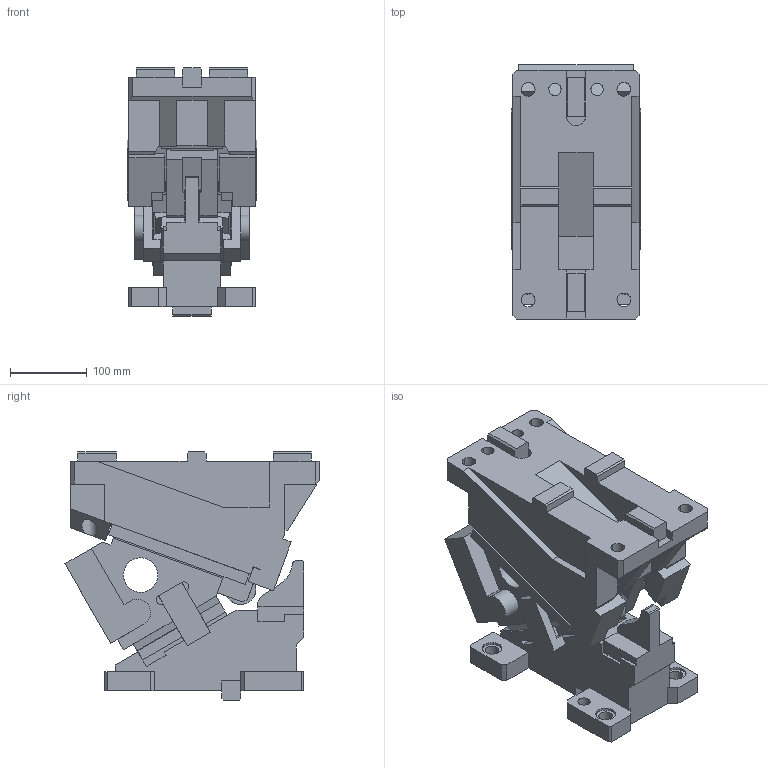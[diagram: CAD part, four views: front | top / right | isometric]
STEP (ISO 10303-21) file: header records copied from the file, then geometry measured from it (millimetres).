
FILE_DESCRIPTION(('CATIA V5 STEP Exchange'),'2;1');
FILE_NAME('CACN_F_150_30.stp','2015-04-24T09:57:38+00:00',('none'),('none'),'CATIA Version 5 Release 19 SP 2 (IN-10)','CATIA V5 STEP AP203','none');
FILE_SCHEMA(('CONFIG_CONTROL_DESIGN'));
Length unit declared in the file: millimetre
Products named in the file (1): CACN_F_150_30
Bounding box: 169 x 332.11 x 324 mm (x, y, z)
Volume: 8973611.4 mm3; surface area: 703008.6 mm2
Topology: 3 solids, 3 shells, 458 faces, 1304 edges, 857 vertices
Faces by surface type: plane 385, cylinder 71, cone 2
Entity records: 15961 total; most frequent: CARTESIAN_POINT 4315, ORIENTED_EDGE 2604, DIRECTION 2038, EDGE_CURVE 1302, VECTOR 1126, LINE 1126, VERTEX_POINT 857, EDGE_LOOP 497
